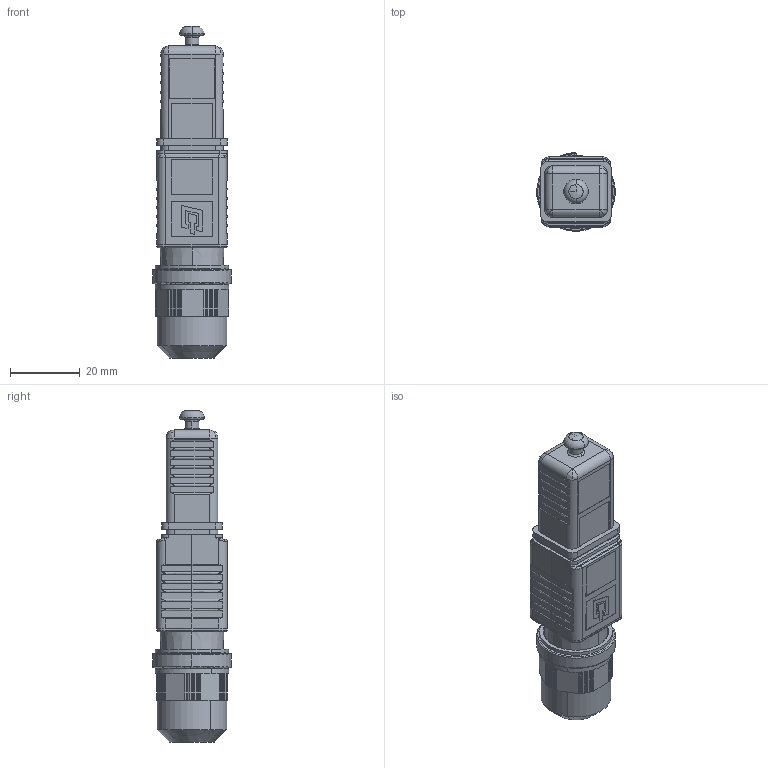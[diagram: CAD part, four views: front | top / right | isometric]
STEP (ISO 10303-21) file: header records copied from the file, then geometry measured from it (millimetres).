
FILE_DESCRIPTION (( 'STEP AP214' ), '1' );
FILE_NAME ('J88073AA0002H50.STEP', '2015-02-04T09:28:47', ( '' ), ( '' ), 'SwSTEP 2.0', 'SolidWorks 2014', '' );
FILE_SCHEMA (( 'AUTOMOTIVE_DESIGN' ));
Length unit declared in the file: millimetre
Products named in the file (1): J88073AA0002H50
Bounding box: 22.5 x 22.5 x 95 mm (x, y, z)
Volume: 15934.9 mm3; surface area: 27568.9 mm2
Topology: 17 solids, 18 shells, 2144 faces, 5639 edges, 3556 vertices
Faces by surface type: plane 1174, cylinder 578, bspline 244, cone 94, torus 40, sphere 14
Entity records: 105038 total; most frequent: CARTESIAN_POINT 30128, ORIENTED_EDGE 11238, DIRECTION 9987, EDGE_CURVE 5619, LINE 3651, VECTOR 3651, VERTEX_POINT 3556, AXIS2_PLACEMENT_3D 3168
